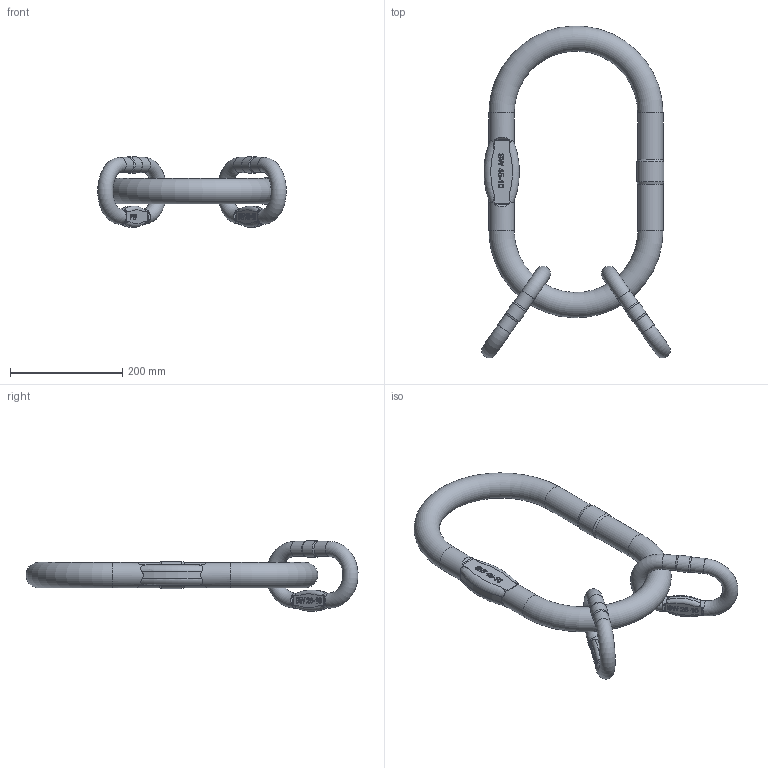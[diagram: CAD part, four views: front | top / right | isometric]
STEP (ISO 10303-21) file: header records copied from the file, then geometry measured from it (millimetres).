
FILE_DESCRIPTION(/* description */ (''),/* implementation_level */ '2;1');
FILE_NAME(/* name */ 'VSW 2-19_20 4-16 Kundenmodell.stp',/* time_stamp */ '2017-11-08T15:27:06+01:00',/* author */ (''),/* organization */ (''),/* preprocessor_version */ 'ST-DEVELOPER v16',/* originating_system */ 'SIEMENS PLM Software NX 11.0',/* authorisation */ '');
FILE_SCHEMA (('AUTOMOTIVE_DESIGN { 1 0 10303 214 3 1 1 1 }'));
Length unit declared in the file: millimetre
Products named in the file (1): zer27EC82323orf
Bounding box: 335.86 x 591.49 x 125.35 mm (x, y, z)
Volume: 2548042.6 mm3; surface area: 257328.1 mm2
Topology: 3 solids, 3 shells, 341 faces, 889 edges, 588 vertices
Faces by surface type: plane 185, extrusion 99, cylinder 33, torus 18, cone 6
Full cylindrical faces by diameter (mm): 27 x8, 29.025 x2, 45 x4, 48.375 x1
Entity records: 12989 total; most frequent: CARTESIAN_POINT 4933, ORIENTED_EDGE 1716, DIRECTION 1257, EDGE_CURVE 858, VECTOR 627, VERTEX_POINT 584, LINE 528, EDGE_LOOP 408
